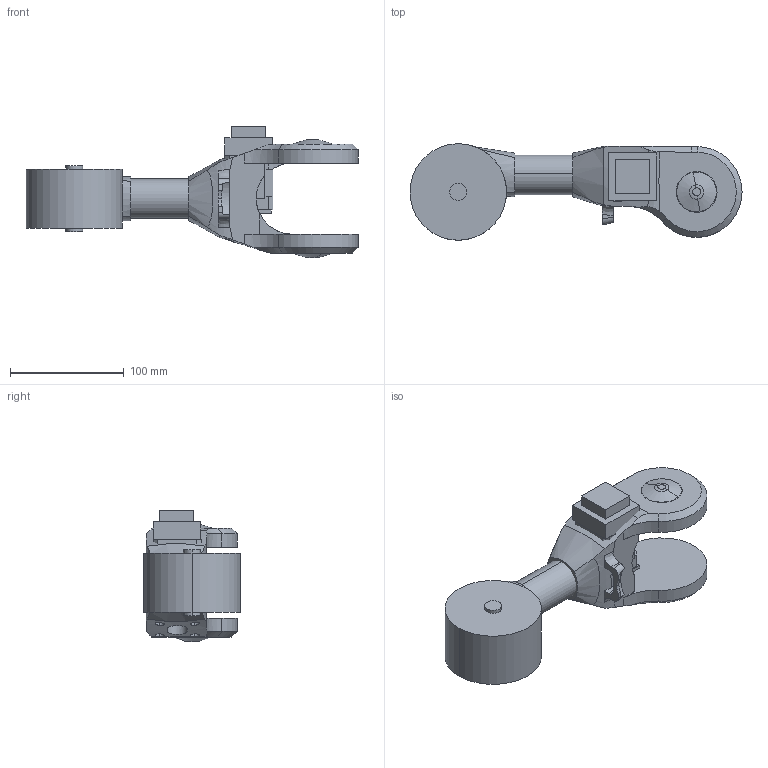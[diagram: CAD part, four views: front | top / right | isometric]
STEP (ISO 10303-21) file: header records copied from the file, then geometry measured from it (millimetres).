
FILE_DESCRIPTION (( 'STEP AP214' ), '1' );
FILE_NAME ('3-Arm_NiryoOne_V2.0.STEP', '2018-09-08T15:19:27', ( '' ), ( '' ), 'SwSTEP 2.0', 'SolidWorks 2015', '' );
FILE_SCHEMA (( 'AUTOMOTIVE_DESIGN' ));
Length unit declared in the file: millimetre
Products named in the file (1): 3-Arm_NiryoOne_V2.0
Bounding box: 292.5 x 85 x 115.7 mm (x, y, z)
Surface area: 111349.4 mm2 (no closed solid volume)
Topology: 0 solids, 11 shells, 155 faces, 503 edges, 350 vertices
Faces by surface type: plane 82, cylinder 44, bspline 16, cone 9, torus 4
Entity records: 8986 total; most frequent: CARTESIAN_POINT 3130, ORIENTED_EDGE 882, DIRECTION 746, EDGE_CURVE 503, VERTEX_POINT 350, LINE 284, VECTOR 284, AXIS2_PLACEMENT_3D 231
